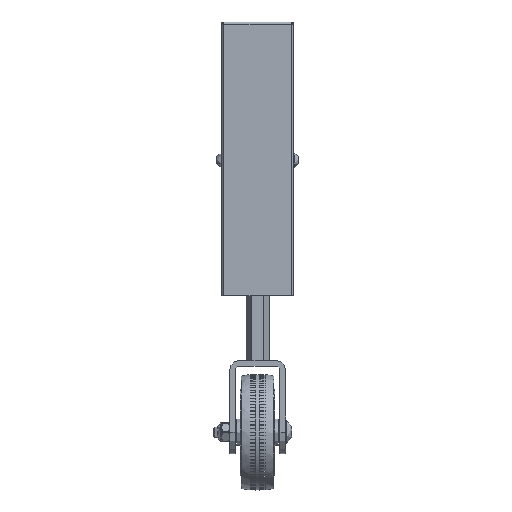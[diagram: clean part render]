
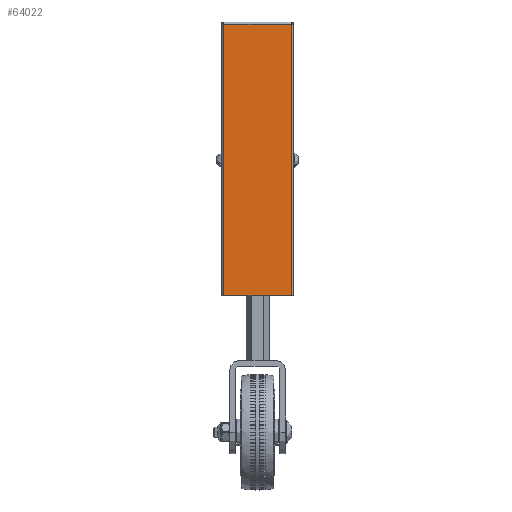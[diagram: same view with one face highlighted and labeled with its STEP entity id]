
A CAD part, top view. The second image highlights one B-rep face of the part: STEP entity #64022.
In plain terms, the highlighted planar face has unit normal (0, 0, 1).
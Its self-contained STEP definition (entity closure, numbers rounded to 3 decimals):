
#148 = EDGE_CURVE ( 'NONE', #54731, #33768, #12292, .T. ) ;
#2389 = DIRECTION ( 'NONE',  ( 0., 1., 0. ) ) ;
#4227 = PLANE ( 'NONE',  #63831 ) ;
#6042 = EDGE_CURVE ( 'NONE', #51282, #33768, #54992, .T. ) ;
#9875 = CARTESIAN_POINT ( 'NONE',  ( -23.5, 93.5, 1. ) ) ;
#11788 = ORIENTED_EDGE ( 'NONE', *, *, #148, .T. ) ;
#12143 = VECTOR ( 'NONE', #71829, 1000. ) ;
#12292 = LINE ( 'NONE', #9875, #73969 ) ;
#12670 = LINE ( 'NONE', #38434, #53404 ) ;
#15162 = DIRECTION ( 'NONE',  ( 0., -1., 0. ) ) ;
#15614 = DIRECTION ( 'NONE',  ( 0., 0., -1. ) ) ;
#25296 = CARTESIAN_POINT ( 'NONE',  ( -23.5, 93.5, 1. ) ) ;
#27236 = DIRECTION ( 'NONE',  ( 0., 1., 0. ) ) ;
#29505 = CARTESIAN_POINT ( 'NONE',  ( 25., -95., 1. ) ) ;
#33680 = EDGE_CURVE ( 'NONE', #44575, #54731, #50961, .T. ) ;
#33768 = VERTEX_POINT ( 'NONE', #66744 ) ;
#38434 = CARTESIAN_POINT ( 'NONE',  ( 23.5, -95., 1. ) ) ;
#43362 = FACE_OUTER_BOUND ( 'NONE', #64763, .T. ) ;
#44575 = VERTEX_POINT ( 'NONE', #71810 ) ;
#45448 = ORIENTED_EDGE ( 'NONE', *, *, #6042, .F. ) ;
#45800 = CARTESIAN_POINT ( 'NONE',  ( 25., 95., 1. ) ) ;
#49292 = VECTOR ( 'NONE', #64793, 1000. ) ;
#50961 = LINE ( 'NONE', #59811, #12143 ) ;
#51282 = VERTEX_POINT ( 'NONE', #76154 ) ;
#53404 = VECTOR ( 'NONE', #2389, 1000. ) ;
#54731 = VERTEX_POINT ( 'NONE', #25296 ) ;
#54992 = LINE ( 'NONE', #29505, #49292 ) ;
#59811 = CARTESIAN_POINT ( 'NONE',  ( 25., 93.5, 1. ) ) ;
#61669 = ORIENTED_EDGE ( 'NONE', *, *, #33680, .T. ) ;
#63831 = AXIS2_PLACEMENT_3D ( 'NONE', #45800, #15614, #27236 ) ;
#64022 = ADVANCED_FACE ( 'NONE', ( #43362 ), #4227, .F. ) ;
#64763 = EDGE_LOOP ( 'NONE', ( #11788, #45448, #66534, #61669 ) ) ;
#64793 = DIRECTION ( 'NONE',  ( -1., 0., 0. ) ) ;
#66534 = ORIENTED_EDGE ( 'NONE', *, *, #77199, .T. ) ;
#66744 = CARTESIAN_POINT ( 'NONE',  ( -23.5, -95., 1. ) ) ;
#71810 = CARTESIAN_POINT ( 'NONE',  ( 23.5, 93.5, 1. ) ) ;
#71829 = DIRECTION ( 'NONE',  ( -1., 0., 0. ) ) ;
#73969 = VECTOR ( 'NONE', #15162, 1000. ) ;
#76154 = CARTESIAN_POINT ( 'NONE',  ( 23.5, -95., 1. ) ) ;
#77199 = EDGE_CURVE ( 'NONE', #51282, #44575, #12670, .T. ) ;
